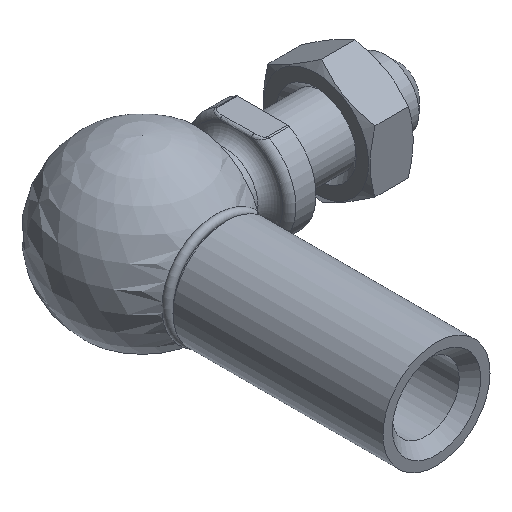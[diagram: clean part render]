
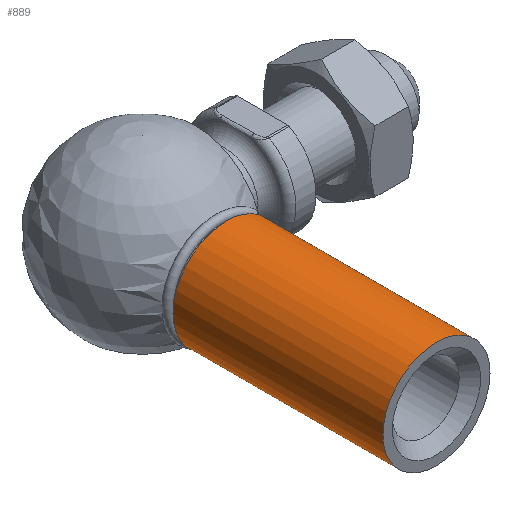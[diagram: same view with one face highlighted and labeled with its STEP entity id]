
A CAD part, isometric view. The second image highlights one B-rep face of the part: STEP entity #889.
In plain terms, the highlighted cylindrical face has radius 4 mm (diameter 8 mm), a full revolution.
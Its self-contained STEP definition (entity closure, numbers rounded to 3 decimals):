
#18 = VERTEX_POINT ( 'NONE', #1530 ) ;
#33 = ORIENTED_EDGE ( 'NONE', *, *, #220, .T. ) ;
#103 = AXIS2_PLACEMENT_3D ( 'NONE', #1287, #742, #1486 ) ;
#220 = EDGE_CURVE ( 'NONE', #908, #908, #306, .T. ) ;
#284 = DIRECTION ( 'NONE',  ( 1., 0., 0. ) ) ;
#306 = CIRCLE ( 'NONE', #103, 4. ) ;
#324 = DIRECTION ( 'NONE',  ( 1., 0., 0. ) ) ;
#557 = EDGE_CURVE ( 'NONE', #18, #18, #655, .T. ) ;
#653 = CARTESIAN_POINT ( 'NONE',  ( 0., -22., 0. ) ) ;
#655 = CIRCLE ( 'NONE', #818, 4. ) ;
#742 = DIRECTION ( 'NONE',  ( 0., -1., 0. ) ) ;
#818 = AXIS2_PLACEMENT_3D ( 'NONE', #2421, #2050, #324 ) ;
#836 = ORIENTED_EDGE ( 'NONE', *, *, #557, .F. ) ;
#838 = FACE_OUTER_BOUND ( 'NONE', #1734, .T. ) ;
#889 = ADVANCED_FACE ( 'NONE', ( #838, #1595 ), #2338, .T. ) ;
#908 = VERTEX_POINT ( 'NONE', #2405 ) ;
#1101 = EDGE_LOOP ( 'NONE', ( #836 ) ) ;
#1236 = DIRECTION ( 'NONE',  ( 0., -1., 0. ) ) ;
#1287 = CARTESIAN_POINT ( 'NONE',  ( 0., -6.3, 0. ) ) ;
#1348 = AXIS2_PLACEMENT_3D ( 'NONE', #653, #1236, #284 ) ;
#1486 = DIRECTION ( 'NONE',  ( 1., 0., 0. ) ) ;
#1530 = CARTESIAN_POINT ( 'NONE',  ( 4., -22., 0. ) ) ;
#1595 = FACE_OUTER_BOUND ( 'NONE', #1101, .T. ) ;
#1734 = EDGE_LOOP ( 'NONE', ( #33 ) ) ;
#2050 = DIRECTION ( 'NONE',  ( 0., -1., 0. ) ) ;
#2338 = CYLINDRICAL_SURFACE ( 'NONE', #1348, 4. ) ;
#2405 = CARTESIAN_POINT ( 'NONE',  ( 4., -6.3, 0. ) ) ;
#2421 = CARTESIAN_POINT ( 'NONE',  ( 0., -22., 0. ) ) ;
